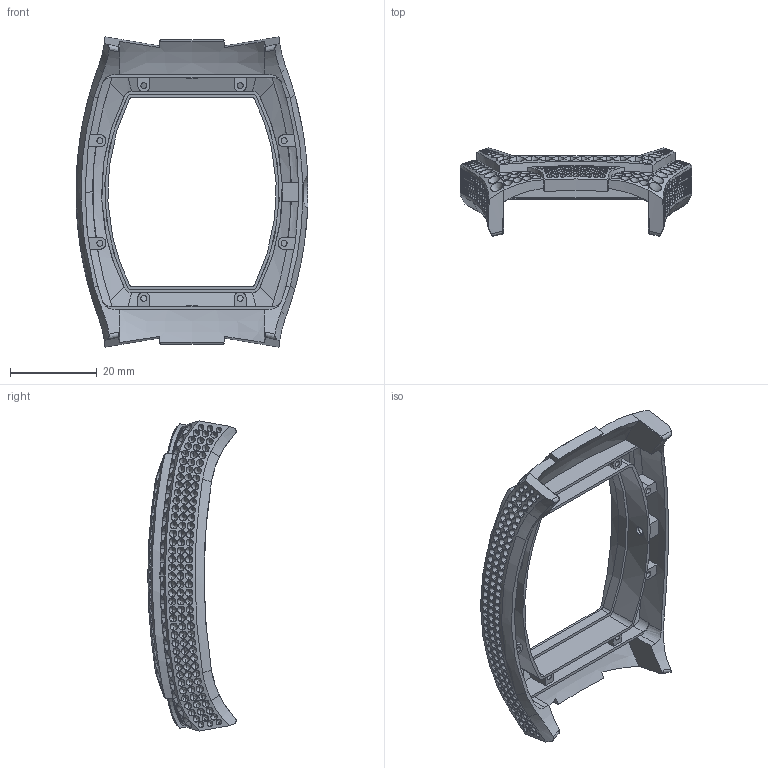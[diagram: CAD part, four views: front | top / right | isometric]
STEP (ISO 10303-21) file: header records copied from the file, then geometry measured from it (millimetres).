
FILE_DESCRIPTION(('FreeCAD Model'),'2;1');
FILE_NAME('Open CASCADE Shape Model','2025-05-04T10:06:12',('FreeCAD'),( 'FreeCAD'),'Open CASCADE STEP processor 7.6','FreeCAD','Unknown');
FILE_SCHEMA(('AUTOMOTIVE_DESIGN { 1 0 10303 214 1 1 1 1 }'));
Products named in the file (1): Open CASCADE STEP translator 7.6 1
Bounding box: 53.41 x 20.33 x 71.45 mm (x, y, z)
Volume: 8125.2 mm3; surface area: 12850.4 mm2
Topology: 2 solids, 2 shells, 1222 faces, 3647 edges, 1883 vertices
Faces by surface type: bspline 1222
Entity records: 119525 total; most frequent: CARTESIAN_POINT 101456, ORIENTED_EDGE 5322, EDGE_CURVE 2661, B_SPLINE_CURVE_WITH_KNOTS 2524, VERTEX_POINT 1883, FACE_BOUND 1678, EDGE_LOOP 1678, ADVANCED_FACE 1222
